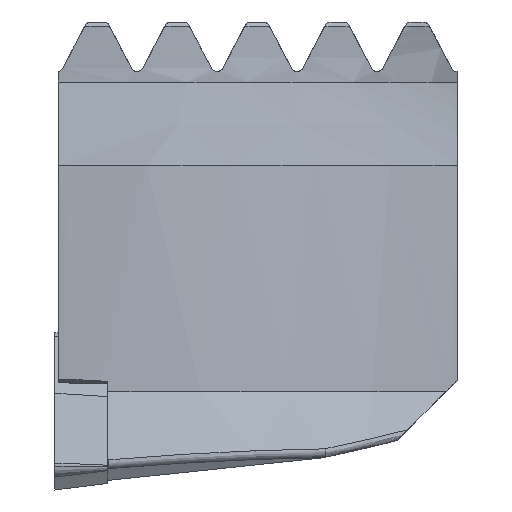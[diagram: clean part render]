
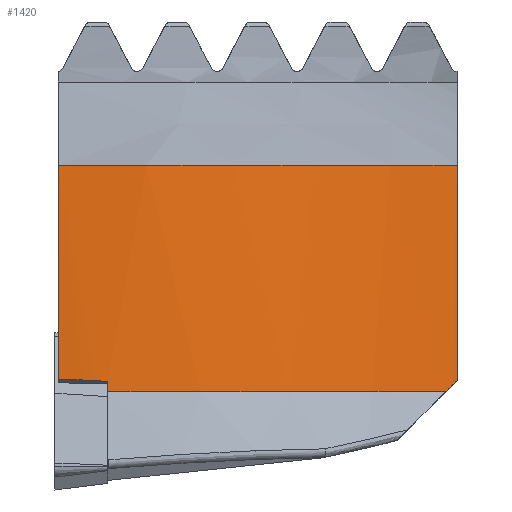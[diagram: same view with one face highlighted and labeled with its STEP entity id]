
A CAD part, left-side view. The second image highlights one B-rep face of the part: STEP entity #1420.
In plain terms, the highlighted cylindrical face has radius 42.56 mm (diameter 85.12 mm), a partial arc.
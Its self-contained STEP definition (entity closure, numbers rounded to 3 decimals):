
#1250=VERTEX_POINT('NONE',#3664);
#1368=VERTEX_POINT('NONE',#3796);
#1420=ADVANCED_FACE('NONE',(#3853),#3854,.T.);
#1510=EDGE_CURVE('NONE',#3084,#2222,#3957,.F.);
#1836=EDGE_CURVE('NONE',#1986,#3084,#4312,.T.);
#1870=EDGE_CURVE('NONE',#3452,#1250,#4351,.F.);
#1986=VERTEX_POINT('NONE',#4481);
#2222=VERTEX_POINT('NONE',#4731);
#2320=EDGE_CURVE('NONE',#1368,#3452,#4848,.F.);
#2390=VERTEX_POINT('NONE',#4926);
#2488=EDGE_CURVE('NONE',#1368,#2390,#5033,.F.);
#2740=EDGE_CURVE('NONE',#2222,#2390,#5306,.F.);
#3084=VERTEX_POINT('NONE',#5677);
#3452=VERTEX_POINT('NONE',#6082);
#3484=EDGE_CURVE('NONE',#1986,#1250,#6118,.T.);
#3664=CARTESIAN_POINT('',(2.61,-3.97,7.376));
#3796=CARTESIAN_POINT('',(14.811,-30.17,8.232));
#3853=FACE_OUTER_BOUND('',#6588,.T.);
#3854=CYLINDRICAL_SURFACE('',#6589,42.56);
#3957=LINE('',#6745,#6746);
#4312=ELLIPSE('',#7434,55.558,42.56);
#4351=CIRCLE('',#7485,42.56);
#4481=CARTESIAN_POINT('',(2.61,-3.97,8.144));
#4731=CARTESIAN_POINT('',(2.44,-0.27,24.359));
#4848=ELLIPSE('',#9480,60.189,42.56);
#4926=CARTESIAN_POINT('',(14.811,-30.17,24.359));
#5033=LINE('',#9769,#9770);
#5306=CIRCLE('',#10912,42.56);
#5677=CARTESIAN_POINT('',(2.44,-0.27,8.286));
#6082=CARTESIAN_POINT('',(13.984,-29.313,7.376));
#6118=LINE('',#12270,#12271);
#6588=EDGE_LOOP('',(#12746,#12747,#12748,#12749,#12750,#12751,#12752));
#6589=AXIS2_PLACEMENT_3D('',#12753,#12754,#12755);
#6745=CARTESIAN_POINT('',(2.44,-0.27,7.376));
#6746=VECTOR('',#12903,1.0);
#7434=AXIS2_PLACEMENT_3D('',#13287,#13288,#13289);
#7485=AXIS2_PLACEMENT_3D('',#13344,#13345,#13346);
#9480=AXIS2_PLACEMENT_3D('',#13928,#13929,#13930);
#9769=CARTESIAN_POINT('',(14.811,-30.17,7.376));
#9770=VECTOR('',#14179,1.0);
#10912=AXIS2_PLACEMENT_3D('',#14461,#14462,#14463);
#12270=CARTESIAN_POINT('',(2.61,-3.97,7.376));
#12271=VECTOR('',#15359,1.0);
#12746=ORIENTED_EDGE('',*,*,#2320,.F.);
#12747=ORIENTED_EDGE('',*,*,#2488,.T.);
#12748=ORIENTED_EDGE('',*,*,#2740,.F.);
#12749=ORIENTED_EDGE('',*,*,#1510,.F.);
#12750=ORIENTED_EDGE('',*,*,#1836,.F.);
#12751=ORIENTED_EDGE('',*,*,#3484,.T.);
#12752=ORIENTED_EDGE('',*,*,#1870,.F.);
#12753=CARTESIAN_POINT('',(45.0,-0.17,7.376));
#12754=DIRECTION('',(0.,0.,-1.0));
#12755=DIRECTION('',(-1.0,0.,0.));
#12903=DIRECTION('',(0.,0.,-1.0));
#13287=CARTESIAN_POINT('',(45.0,-0.17,-27.426));
#13288=DIRECTION('',(-0.643,0.,-0.766));
#13289=DIRECTION('',(-0.766,0.,0.643));
#13344=CARTESIAN_POINT('',(45.0,-0.17,7.376));
#13345=DIRECTION('',(0.,0.,1.0));
#13346=DIRECTION('',(-1.0,0.,0.));
#13928=CARTESIAN_POINT('',(45.0,-0.17,-21.768));
#13929=DIRECTION('',(0.,0.707,0.707));
#13930=DIRECTION('',(0.,-0.707,0.707));
#14179=DIRECTION('',(0.,0.,-1.0));
#14461=CARTESIAN_POINT('',(45.0,-0.17,24.359));
#14462=DIRECTION('',(0.,0.,-1.0));
#14463=DIRECTION('',(-1.0,0.,0.));
#15359=DIRECTION('',(0.,0.,-1.0));
